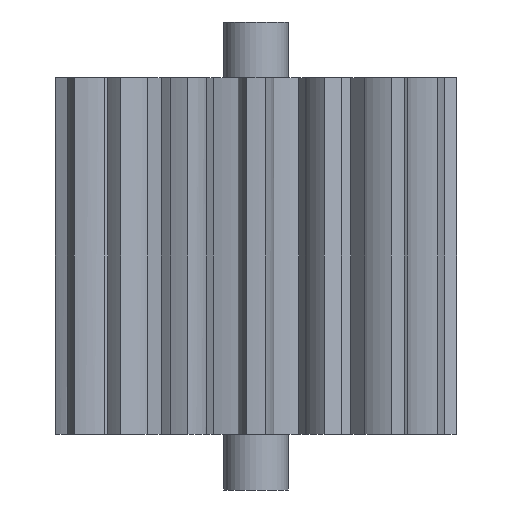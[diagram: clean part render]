
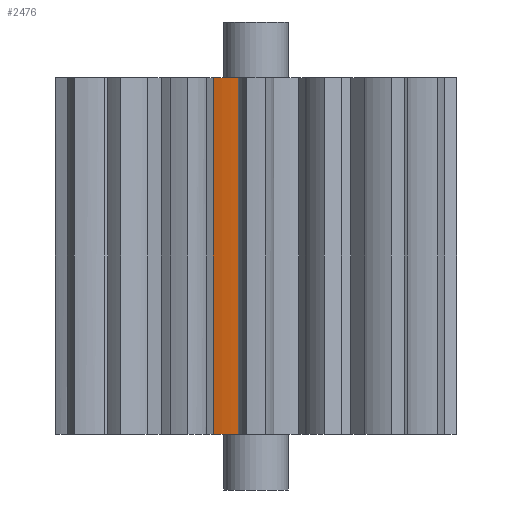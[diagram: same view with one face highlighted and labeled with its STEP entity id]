
A CAD part, front view. The second image highlights one B-rep face of the part: STEP entity #2476.
In plain terms, the highlighted cylindrical face has radius 18.9 mm (diameter 37.8 mm), a partial arc.
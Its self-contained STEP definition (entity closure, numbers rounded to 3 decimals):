
#286=FACE_OUTER_BOUND('',#422,.T.);
#422=EDGE_LOOP('',(#2017,#2018,#2019,#2020));
#612=LINE('',#23008,#806);
#618=LINE('',#23998,#812);
#806=VECTOR('',#3044,10.);
#812=VECTOR('',#3058,10.);
#919=CIRCLE('',#2610,18.9);
#971=CIRCLE('',#2671,18.9);
#1018=VERTEX_POINT('',#6915);
#1019=VERTEX_POINT('',#6917);
#1219=VERTEX_POINT('',#20967);
#1220=VERTEX_POINT('',#20969);
#1287=EDGE_CURVE('',#1019,#1018,#919,.T.);
#1499=EDGE_CURVE('',#1219,#1220,#971,.T.);
#1524=EDGE_CURVE('',#1018,#1220,#612,.T.);
#1530=EDGE_CURVE('',#1219,#1019,#618,.T.);
#2017=ORIENTED_EDGE('',*,*,#1524,.T.);
#2018=ORIENTED_EDGE('',*,*,#1499,.F.);
#2019=ORIENTED_EDGE('',*,*,#1530,.T.);
#2020=ORIENTED_EDGE('',*,*,#1287,.T.);
#2414=CYLINDRICAL_SURFACE('',#2685,18.9);
#2476=ADVANCED_FACE('',(#286),#2414,.T.);
#2610=AXIS2_PLACEMENT_3D('',#6918,#2827,#2828);
#2671=AXIS2_PLACEMENT_3D('',#20970,#3009,#3010);
#2685=AXIS2_PLACEMENT_3D('',#23997,#3056,#3057);
#2827=DIRECTION('center_axis',(0.,0.,1.));
#2828=DIRECTION('ref_axis',(1.,0.,0.));
#3009=DIRECTION('center_axis',(0.,0.,1.));
#3010=DIRECTION('ref_axis',(1.,0.,0.));
#3044=DIRECTION('',(0.,0.,1.));
#3056=DIRECTION('center_axis',(0.,0.,1.));
#3057=DIRECTION('ref_axis',(1.,0.,0.));
#3058=DIRECTION('',(0.,0.,-1.));
#6915=CARTESIAN_POINT('',(-1.957,-18.798,0.));
#6917=CARTESIAN_POINT('',(-5.386,-18.116,0.));
#6918=CARTESIAN_POINT('Origin',(0.,0.,0.));
#20967=CARTESIAN_POINT('',(-5.386,-18.116,44.8));
#20969=CARTESIAN_POINT('',(-1.957,-18.798,44.8));
#20970=CARTESIAN_POINT('Origin',(0.,0.,44.8));
#23008=CARTESIAN_POINT('',(-1.957,-18.798,0.));
#23997=CARTESIAN_POINT('Origin',(0.,0.,0.));
#23998=CARTESIAN_POINT('',(-5.386,-18.116,0.));
